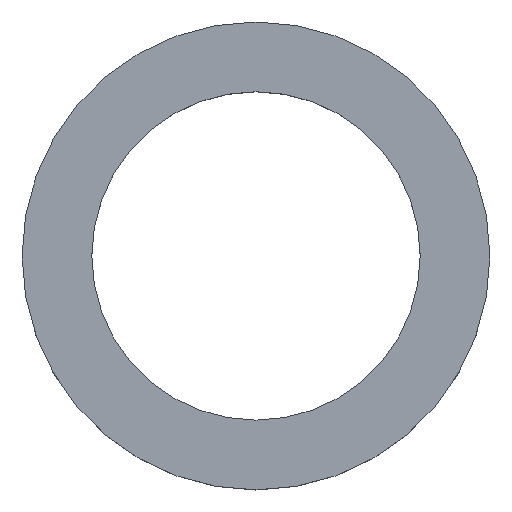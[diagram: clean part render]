
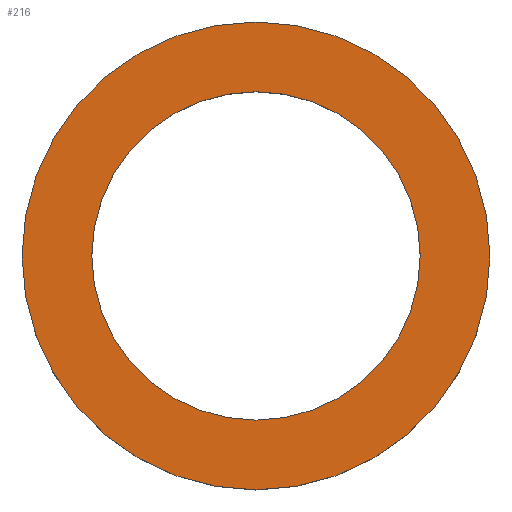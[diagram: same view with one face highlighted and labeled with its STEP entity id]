
A CAD part, top view. The second image highlights one B-rep face of the part: STEP entity #216.
In plain terms, the highlighted planar face has unit normal (0, 0, 1).
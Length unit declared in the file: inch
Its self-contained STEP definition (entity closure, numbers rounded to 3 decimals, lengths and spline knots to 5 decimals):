
#20 = DIRECTION ( 'NONE',  ( 1., 0., 0. ) ) ;
#21 = DIRECTION ( 'NONE',  ( 0., 0., 1. ) ) ;
#22 = CARTESIAN_POINT ( 'NONE',  ( 0., 0., 0.079 ) ) ;
#23 = DIRECTION ( 'NONE',  ( 1., 0., 0. ) ) ;
#24 = DIRECTION ( 'NONE',  ( 0., 0., 1. ) ) ;
#25 = CARTESIAN_POINT ( 'NONE',  ( 0., 0., 0.079 ) ) ;
#38 = DIRECTION ( 'NONE',  ( 1., 0., 0. ) ) ;
#39 = DIRECTION ( 'NONE',  ( 0., 0., 1. ) ) ;
#40 = CARTESIAN_POINT ( 'NONE',  ( 0., 0., 0.079 ) ) ;
#50 = DIRECTION ( 'NONE',  ( 1., 0., 0. ) ) ;
#51 = DIRECTION ( 'NONE',  ( 0., 0., 1. ) ) ;
#52 = CARTESIAN_POINT ( 'NONE',  ( 0., 0., 0.079 ) ) ;
#65 = CARTESIAN_POINT ( 'NONE',  ( -0.186, 0., 0.079 ) ) ;
#68 = CARTESIAN_POINT ( 'NONE',  ( -0.265, 0., 0.079 ) ) ;
#69 = CARTESIAN_POINT ( 'NONE',  ( 0.265, 0., 0.079 ) ) ;
#70 = CARTESIAN_POINT ( 'NONE',  ( 0.186, 0., 0.079 ) ) ;
#71 = VERTEX_POINT ( 'NONE', #70 ) ;
#72 = VERTEX_POINT ( 'NONE', #69 ) ;
#73 = VERTEX_POINT ( 'NONE', #68 ) ;
#76 = VERTEX_POINT ( 'NONE', #65 ) ;
#82 = ORIENTED_EDGE ( 'NONE', *, *, #120, .T. ) ;
#84 = ORIENTED_EDGE ( 'NONE', *, *, #172, .T. ) ;
#89 = ORIENTED_EDGE ( 'NONE', *, *, #125, .F. ) ;
#96 = ORIENTED_EDGE ( 'NONE', *, *, #173, .F. ) ;
#107 = EDGE_LOOP ( 'NONE', ( #84, #82 ) ) ;
#110 = EDGE_LOOP ( 'NONE', ( #89, #96 ) ) ;
#120 = EDGE_CURVE ( 'NONE', #72, #73, #219, .T. ) ;
#121 = CIRCLE ( 'NONE', #140, 0.265 ) ;
#125 = EDGE_CURVE ( 'NONE', #76, #71, #220, .T. ) ;
#139 = AXIS2_PLACEMENT_3D ( 'NONE', #52, #51, #50 ) ;
#140 = AXIS2_PLACEMENT_3D ( 'NONE', #25, #24, #23 ) ;
#144 = DIRECTION ( 'NONE',  ( 0., 0., 1. ) ) ;
#164 = CARTESIAN_POINT ( 'NONE',  ( 0., 0., 0.079 ) ) ;
#167 = DIRECTION ( 'NONE',  ( 1., 0., 0. ) ) ;
#168 = PLANE ( 'NONE',  #205 ) ;
#172 = EDGE_CURVE ( 'NONE', #73, #72, #121, .T. ) ;
#173 = EDGE_CURVE ( 'NONE', #71, #76, #217, .T. ) ;
#181 = AXIS2_PLACEMENT_3D ( 'NONE', #40, #39, #38 ) ;
#182 = AXIS2_PLACEMENT_3D ( 'NONE', #22, #21, #20 ) ;
#200 = FACE_OUTER_BOUND ( 'NONE', #107, .T. ) ;
#203 = FACE_BOUND ( 'NONE', #110, .T. ) ;
#205 = AXIS2_PLACEMENT_3D ( 'NONE', #164, #144, #167 ) ;
#216 = ADVANCED_FACE ( 'NONE', ( #200, #203 ), #168, .T. ) ;
#217 = CIRCLE ( 'NONE', #182, 0.186 ) ;
#219 = CIRCLE ( 'NONE', #139, 0.265 ) ;
#220 = CIRCLE ( 'NONE', #181, 0.186 ) ;
